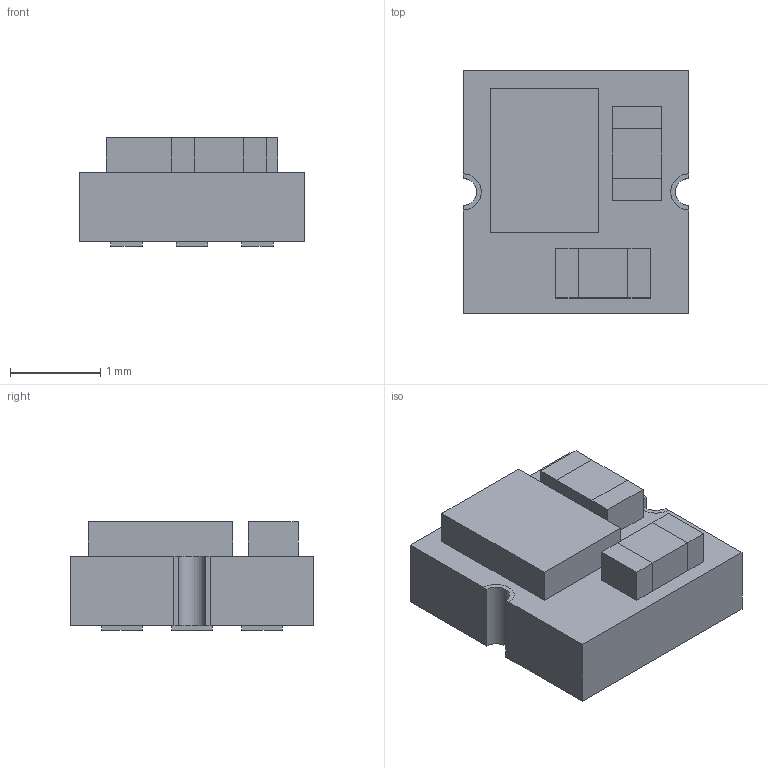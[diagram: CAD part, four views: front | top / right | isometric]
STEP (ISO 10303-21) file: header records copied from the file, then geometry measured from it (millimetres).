
FILE_DESCRIPTION(/* description */ (''),/* implementation_level */ '2;1');
FILE_NAME(/* name */ 'DCDC_MURATA_LXDC2UR.stp',/* time_stamp */ '2017-03-15T11:28:26+01:00',/* author */ ('jchouvet'),/* organization */ (''),/* preprocessor_version */ 'ST-DEVELOPER v16.1',/* originating_system */ 'AutoCAD Mechanical',/* authorisation */ '');
FILE_SCHEMA (('AUTOMOTIVE_DESIGN { 1 0 10303 214 3 1 1 }'));
Length unit declared in the file: millimetre
Products named in the file (1): Product
Bounding box: 2.5 x 2.7 x 1.2 mm (x, y, z)
Volume: 6.4 mm3; surface area: 39.5 mm2
Topology: 19 solids, 19 shells, 119 faces, 243 edges, 162 vertices
Faces by surface type: plane 113, cylinder 6
Entity records: 3111 total; most frequent: CARTESIAN_POINT 525, DIRECTION 495, ORIENTED_EDGE 486, EDGE_CURVE 243, LINE 231, VECTOR 231, VERTEX_POINT 162, AXIS2_PLACEMENT_3D 132
